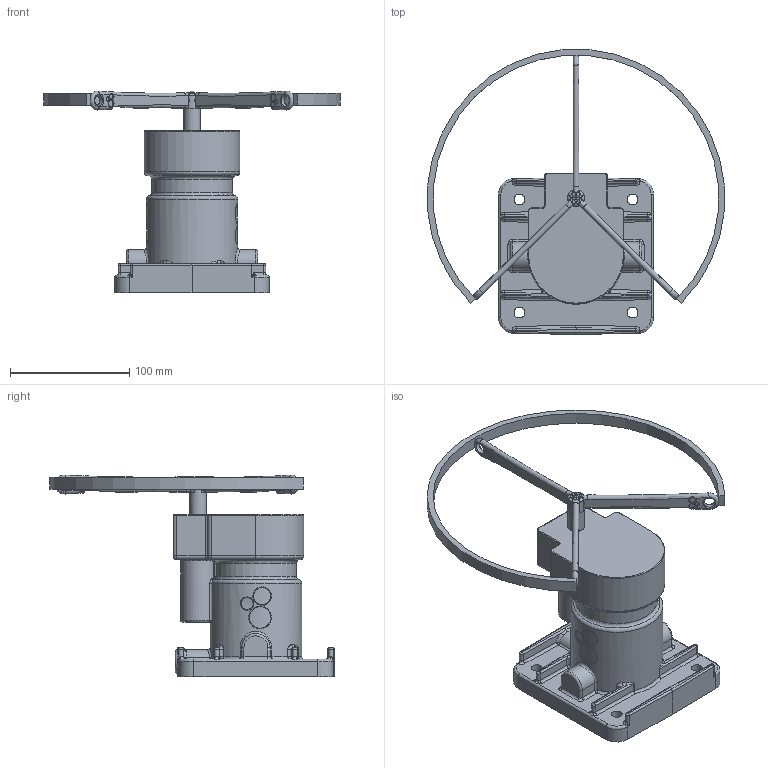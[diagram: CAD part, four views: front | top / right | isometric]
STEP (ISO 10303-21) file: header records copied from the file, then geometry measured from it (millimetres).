
FILE_DESCRIPTION(/* description */ (''),/* implementation_level */ '2;1');
FILE_NAME(/* name */ 'PES JI 2540_SLD with HandleSwing Ring.stp',/* time_stamp */ '2023-03-12T09:35:00+10:00',/* author */ ('a.tao491'),/* organization */ (''),/* preprocessor_version */ 'ST-DEVELOPER v16.5',/* originating_system */ 'Autodesk Inventor 2017',/* authorisation */ '');
FILE_SCHEMA (('AUTOMOTIVE_DESIGN { 1 0 10303 214 3 1 1 }'));
Length unit declared in the file: millimetre
Products named in the file (7): PES JI 2540_SLD with HandleSwing Ring; 2540_SLD; RS1918_SLD; 1712_SLD; 2547; 1715; PES JI HandleSwing Ring
Assembly tree (8 placements, depth 3):
  PES JI 2540_SLD with HandleSwing Ring
    2540_SLD
    RS1918_SLD  x3
      1712_SLD
      2547
      1715
    PES JI HandleSwing Ring
Bounding box: 249.05 x 238.77 x 169.59 mm (x, y, z)
Volume: 1024348.6 mm3; surface area: 126858.3 mm2
Topology: 11 solids, 11 shells, 516 faces, 1171 edges, 672 vertices
Faces by surface type: cylinder 151, plane 124, torus 115, bspline 97, sphere 23, cone 6
Full cylindrical faces by diameter (mm): 4 x6, 5 x3, 9 x4, 9.5 x3, 10.08 x2, 14 x3, 14.4 x2, 18 x2, 77 x1
Entity records: 14758 total; most frequent: CARTESIAN_POINT 5978, DIRECTION 1832, ORIENTED_EDGE 1652, EDGE_CURVE 826, AXIS2_PLACEMENT_3D 790, VERTEX_POINT 479, EDGE_LOOP 431, CIRCLE 427
